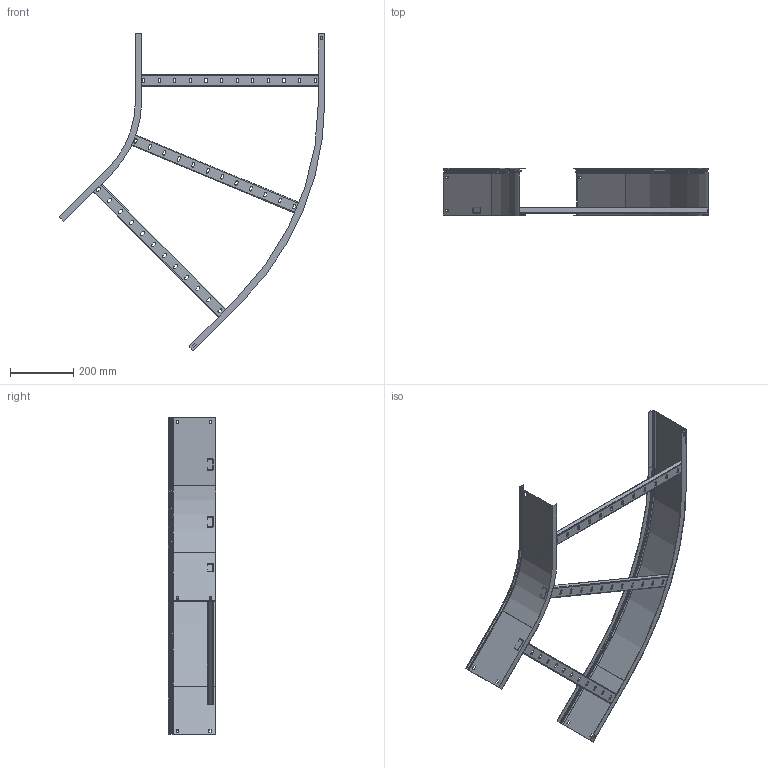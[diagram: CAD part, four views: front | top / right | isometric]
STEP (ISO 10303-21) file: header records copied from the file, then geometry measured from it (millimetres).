
FILE_DESCRIPTION (( 'STEP AP214' ), '1' );
FILE_NAME ('CKR04D-4--19.STEP', '2021-03-08T15:32:56', ( '' ), ( '' ), 'SwSTEP 2.0', 'SolidWorks 2017', '' );
FILE_SCHEMA (( 'AUTOMOTIVE_DESIGN' ));
Length unit declared in the file: millimetre
Products named in the file (4): 嗜吕 195.07.02 祟礞屦铐 铗忮蝽_-19 ; ÊÈÂÀ 095.00.02 Ïëàíêà ïîïåðå÷íàÿ_-05; 岓臍 195.07.01 呧翲歑鍙 摳賧禖嶱-03; CKR04D-4--19
Assembly tree (5 placements, depth 2):
  CKR04D-4--19
    岓臍 195.07.01 呧翲歑鍙 摳賧禖嶱-03
    ÊÈÂÀ 095.00.02 Ïëàíêà ïîïåðå÷íàÿ_-05  x3
    嗜吕 195.07.02 祟礞屦铐 铗忮蝽_-19 
Bounding box: 841.91 x 150 x 1006.84 mm (x, y, z)
Volume: 587154.3 mm3; surface area: 990830.2 mm2
Topology: 5 solids, 5 shells, 464 faces, 1150 edges, 696 vertices
Faces by surface type: plane 302, cylinder 140, torus 14, cone 8
Entity records: 8598 total; most frequent: DIRECTION 1480, CARTESIAN_POINT 1434, ORIENTED_EDGE 1420, EDGE_CURVE 710, VECTOR 540, LINE 540, AXIS2_PLACEMENT_3D 470, VERTEX_POINT 424
